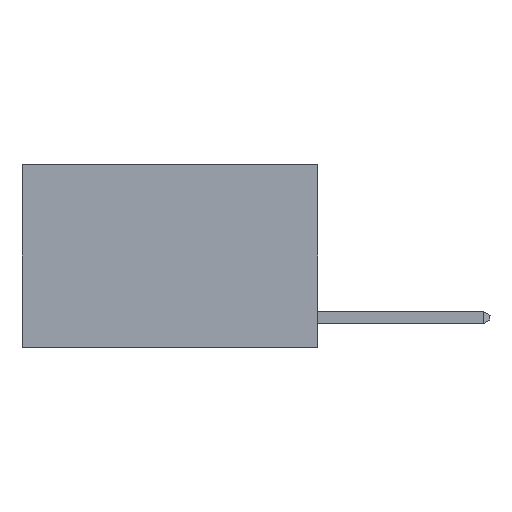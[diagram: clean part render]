
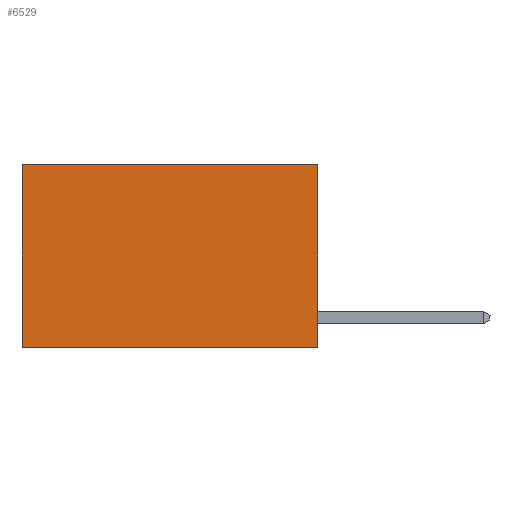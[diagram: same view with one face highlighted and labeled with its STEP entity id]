
A CAD part, left-side view. The second image highlights one B-rep face of the part: STEP entity #6529.
In plain terms, the highlighted planar face has unit normal (-1, 0, 0).
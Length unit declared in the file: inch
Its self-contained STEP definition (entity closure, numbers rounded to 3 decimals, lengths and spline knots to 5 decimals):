
#19 = EDGE_CURVE ( 'NONE', #15056, #12802, #10098, .T. ) ;
#571 = EDGE_CURVE ( 'NONE', #12802, #6870, #4650, .T. ) ;
#1623 = CARTESIAN_POINT ( 'NONE',  ( 0.2625, 0.6, -0.37 ) ) ;
#2419 = ORIENTED_EDGE ( 'NONE', *, *, #18287, .F. ) ;
#2791 = DIRECTION ( 'NONE',  ( 0., 1., 0. ) ) ;
#3170 = ORIENTED_EDGE ( 'NONE', *, *, #18257, .F. ) ;
#4650 = LINE ( 'NONE', #12027, #8031 ) ;
#5241 = ORIENTED_EDGE ( 'NONE', *, *, #571, .T. ) ;
#5708 = VECTOR ( 'NONE', #7509, 39.37008 ) ;
#5857 = DIRECTION ( 'NONE',  ( 1., 0., 0. ) ) ;
#5928 = VECTOR ( 'NONE', #2791, 39.37008 ) ;
#6049 = CARTESIAN_POINT ( 'NONE',  ( 0.2625, 0., 0. ) ) ;
#6463 = LINE ( 'NONE', #6049, #18741 ) ;
#6529 = ADVANCED_FACE ( 'NONE', ( #18331 ), #13928, .F. ) ;
#6870 = VERTEX_POINT ( 'NONE', #1623 ) ;
#7509 = DIRECTION ( 'NONE',  ( 0., 1., 0. ) ) ;
#8031 = VECTOR ( 'NONE', #16581, 39.37008 ) ;
#8288 = CARTESIAN_POINT ( 'NONE',  ( 0.2625, 0., 0. ) ) ;
#10098 = LINE ( 'NONE', #20218, #5708 ) ;
#10969 = CARTESIAN_POINT ( 'NONE',  ( 0.2625, 0.6, 0. ) ) ;
#12027 = CARTESIAN_POINT ( 'NONE',  ( 0.2625, 0.6, 0. ) ) ;
#12481 = CARTESIAN_POINT ( 'NONE',  ( 0.2625, 0., -0.37 ) ) ;
#12802 = VERTEX_POINT ( 'NONE', #10969 ) ;
#13928 = PLANE ( 'NONE',  #15124 ) ;
#14531 = LINE ( 'NONE', #20403, #5928 ) ;
#15056 = VERTEX_POINT ( 'NONE', #8288 ) ;
#15124 = AXIS2_PLACEMENT_3D ( 'NONE', #18644, #5857, #17147 ) ;
#15375 = EDGE_LOOP ( 'NONE', ( #5241, #2419, #3170, #16094 ) ) ;
#15717 = DIRECTION ( 'NONE',  ( 0., 0., -1. ) ) ;
#16094 = ORIENTED_EDGE ( 'NONE', *, *, #19, .T. ) ;
#16581 = DIRECTION ( 'NONE',  ( 0., 0., -1. ) ) ;
#17147 = DIRECTION ( 'NONE',  ( 0., 0., -1. ) ) ;
#18257 = EDGE_CURVE ( 'NONE', #15056, #18863, #6463, .T. ) ;
#18287 = EDGE_CURVE ( 'NONE', #18863, #6870, #14531, .T. ) ;
#18331 = FACE_OUTER_BOUND ( 'NONE', #15375, .T. ) ;
#18644 = CARTESIAN_POINT ( 'NONE',  ( 0.2625, 0., 0. ) ) ;
#18741 = VECTOR ( 'NONE', #15717, 39.37008 ) ;
#18863 = VERTEX_POINT ( 'NONE', #12481 ) ;
#20218 = CARTESIAN_POINT ( 'NONE',  ( 0.2625, 0., 0. ) ) ;
#20403 = CARTESIAN_POINT ( 'NONE',  ( 0.2625, 0., -0.37 ) ) ;
